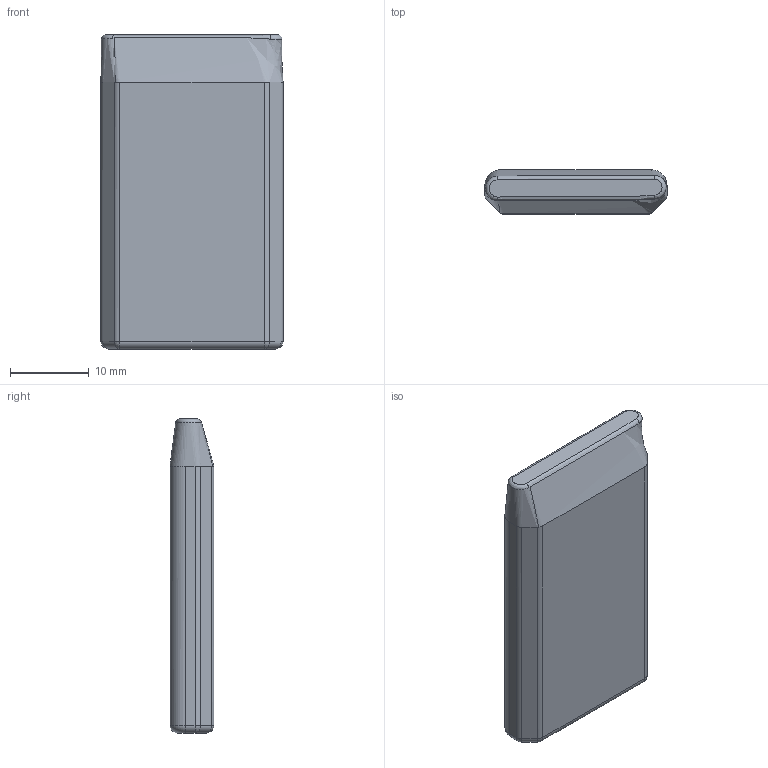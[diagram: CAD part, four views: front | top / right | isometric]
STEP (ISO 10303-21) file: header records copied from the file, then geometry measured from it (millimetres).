
FILE_DESCRIPTION (( 'STEP AP214' ), '1' );
FILE_NAME ('User Library-lithium battery.STEP', '2017-05-10T16:49:46', ( 'no' ), ( ' f' ), 'SwSTEP 2.0', 'SolidWorks 2016', '' );
FILE_SCHEMA (( 'AUTOMOTIVE_DESIGN' ));
Length unit declared in the file: millimetre
Products named in the file (1): User Library-lithium battery
Bounding box: 23.2 x 5.6 x 40 mm (x, y, z)
Volume: 4768.2 mm3; surface area: 2287.6 mm2
Topology: 1 solids, 1 shells, 32 faces, 79 edges, 47 vertices
Faces by surface type: cylinder 12, plane 8, bspline 6, sphere 4, torus 2
Entity records: 1962 total; most frequent: CARTESIAN_POINT 1232, ORIENTED_EDGE 154, DIRECTION 132, EDGE_CURVE 77, AXIS2_PLACEMENT_3D 51, VERTEX_POINT 47, EDGE_LOOP 32, ADVANCED_FACE 32
